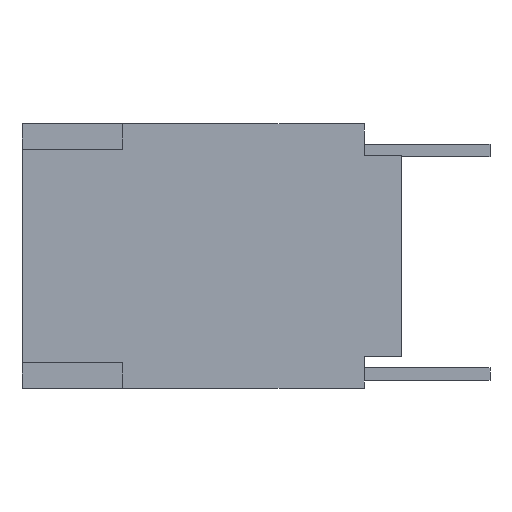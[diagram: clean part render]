
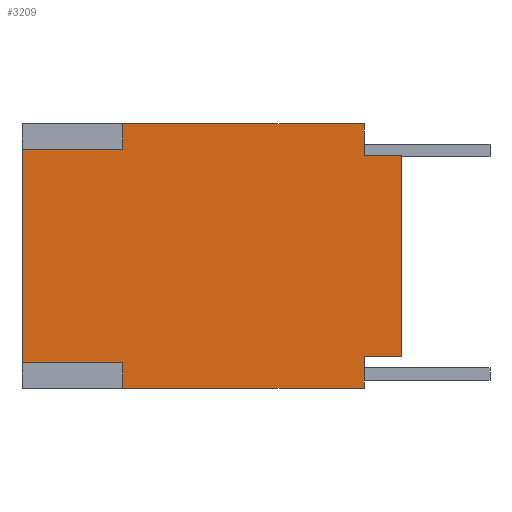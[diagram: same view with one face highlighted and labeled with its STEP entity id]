
A CAD part, left-side view. The second image highlights one B-rep face of the part: STEP entity #3209.
In plain terms, the highlighted planar face has unit normal (-1, 0, 0).
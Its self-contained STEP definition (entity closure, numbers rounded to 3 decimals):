
#305=DIRECTION('',(0.,0.,1.));
#306=VECTOR('',#305,1.25);
#307=CARTESIAN_POINT('',(-14.5,0.,-5.25));
#308=LINE('',#307,#306);
#321=DIRECTION('',(0.,0.,1.));
#322=VECTOR('',#321,1.25);
#323=CARTESIAN_POINT('',(-14.5,0.,4.));
#324=LINE('',#323,#322);
#981=DIRECTION('',(0.,0.,1.));
#982=VECTOR('',#981,8.5);
#983=CARTESIAN_POINT('',(-14.5,13.6,-4.25));
#984=LINE('',#983,#982);
#1041=DIRECTION('',(0.,0.,1.));
#1042=VECTOR('',#1041,1.);
#1043=CARTESIAN_POINT('',(-14.5,9.6,-5.25));
#1044=LINE('',#1043,#1042);
#1045=DIRECTION('',(0.,-1.,0.));
#1046=VECTOR('',#1045,4.);
#1047=CARTESIAN_POINT('',(-14.5,13.6,-4.25));
#1048=LINE('',#1047,#1046);
#1049=DIRECTION('',(0.,-1.,0.));
#1050=VECTOR('',#1049,4.);
#1051=CARTESIAN_POINT('',(-14.5,13.6,4.25));
#1052=LINE('',#1051,#1050);
#1053=DIRECTION('',(0.,0.,1.));
#1054=VECTOR('',#1053,1.);
#1055=CARTESIAN_POINT('',(-14.5,9.6,4.25));
#1056=LINE('',#1055,#1054);
#1057=DIRECTION('',(0.,-1.,0.));
#1058=VECTOR('',#1057,1.5);
#1059=CARTESIAN_POINT('',(-14.5,0.,4.));
#1060=LINE('',#1059,#1058);
#1061=DIRECTION('',(0.,1.,0.));
#1062=VECTOR('',#1061,9.6);
#1063=CARTESIAN_POINT('',(-14.5,0.,-5.25));
#1064=LINE('',#1063,#1062);
#1109=DIRECTION('',(0.,1.,0.));
#1110=VECTOR('',#1109,9.6);
#1111=CARTESIAN_POINT('',(-14.5,0.,5.25));
#1112=LINE('',#1111,#1110);
#1125=DIRECTION('',(0.,-1.,0.));
#1126=VECTOR('',#1125,1.5);
#1127=CARTESIAN_POINT('',(-14.5,0.,-4.));
#1128=LINE('',#1127,#1126);
#1157=DIRECTION('',(0.,0.,-1.));
#1158=VECTOR('',#1157,8.);
#1159=CARTESIAN_POINT('',(-14.5,-1.5,4.));
#1160=LINE('',#1159,#1158);
#1165=CARTESIAN_POINT('',(-14.5,0.,5.25));
#1167=VERTEX_POINT('',#1165);
#1170=CARTESIAN_POINT('',(-14.5,0.,-5.25));
#1172=VERTEX_POINT('',#1170);
#1470=CARTESIAN_POINT('',(-14.5,-1.5,4.));
#1472=VERTEX_POINT('',#1470);
#1473=CARTESIAN_POINT('',(-14.5,-1.5,-4.));
#1474=VERTEX_POINT('',#1473);
#1485=CARTESIAN_POINT('',(-14.5,0.,4.));
#1487=VERTEX_POINT('',#1485);
#1489=CARTESIAN_POINT('',(-14.5,0.,-4.));
#1491=VERTEX_POINT('',#1489);
#1501=CARTESIAN_POINT('',(-14.5,13.6,4.25));
#1502=VERTEX_POINT('',#1501);
#1507=CARTESIAN_POINT('',(-14.5,13.6,-4.25));
#1509=VERTEX_POINT('',#1507);
#1513=CARTESIAN_POINT('',(-14.5,9.6,-5.25));
#1514=CARTESIAN_POINT('',(-14.5,9.6,-4.25));
#1515=VERTEX_POINT('',#1513);
#1516=VERTEX_POINT('',#1514);
#1517=CARTESIAN_POINT('',(-14.5,9.6,4.25));
#1518=CARTESIAN_POINT('',(-14.5,9.6,5.25));
#1519=VERTEX_POINT('',#1517);
#1520=VERTEX_POINT('',#1518);
#3183=CARTESIAN_POINT('',(-14.5,0.,-5.25));
#3184=DIRECTION('',(-1.,0.,0.));
#3185=DIRECTION('',(0.,0.,1.));
#3186=AXIS2_PLACEMENT_3D('',#3183,#3184,#3185);
#3187=PLANE('',#3186);
#3188=ORIENTED_EDGE('',*,*,#3128,.T.);
#3190=ORIENTED_EDGE('',*,*,#3189,.F.);
#3191=ORIENTED_EDGE('',*,*,#3094,.T.);
#3193=ORIENTED_EDGE('',*,*,#3192,.T.);
#3194=ORIENTED_EDGE('',*,*,#3144,.T.);
#3196=ORIENTED_EDGE('',*,*,#3195,.F.);
#3197=ORIENTED_EDGE('',*,*,#1574,.F.);
#3199=ORIENTED_EDGE('',*,*,#3198,.T.);
#3201=ORIENTED_EDGE('',*,*,#3200,.T.);
#3203=ORIENTED_EDGE('',*,*,#3202,.F.);
#3204=ORIENTED_EDGE('',*,*,#1566,.F.);
#3206=ORIENTED_EDGE('',*,*,#3205,.T.);
#3207=EDGE_LOOP('',(#3188,#3190,#3191,#3193,#3194,#3196,#3197,#3199,#3201,#3203,
#3204,#3206));
#3208=FACE_OUTER_BOUND('',#3207,.F.);
#1566=EDGE_CURVE('',#1172,#1491,#308,.T.);
#1574=EDGE_CURVE('',#1487,#1167,#324,.T.);
#3094=EDGE_CURVE('',#1509,#1502,#984,.T.);
#3128=EDGE_CURVE('',#1515,#1516,#1044,.T.);
#3144=EDGE_CURVE('',#1519,#1520,#1056,.T.);
#3189=EDGE_CURVE('',#1509,#1516,#1048,.T.);
#3192=EDGE_CURVE('',#1502,#1519,#1052,.T.);
#3195=EDGE_CURVE('',#1167,#1520,#1112,.T.);
#3198=EDGE_CURVE('',#1487,#1472,#1060,.T.);
#3200=EDGE_CURVE('',#1472,#1474,#1160,.T.);
#3202=EDGE_CURVE('',#1491,#1474,#1128,.T.);
#3205=EDGE_CURVE('',#1172,#1515,#1064,.T.);
#3209=ADVANCED_FACE('',(#3208),#3187,.T.);
